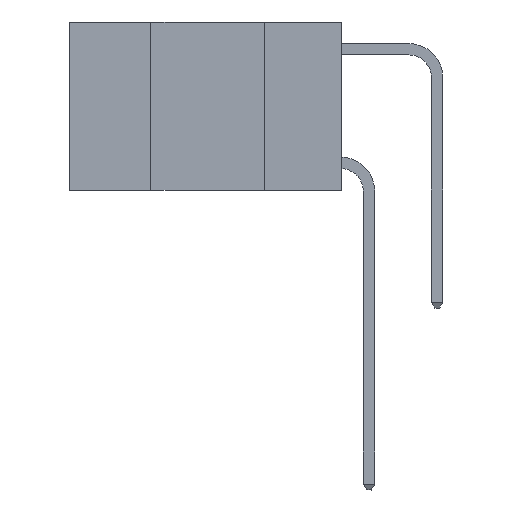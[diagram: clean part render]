
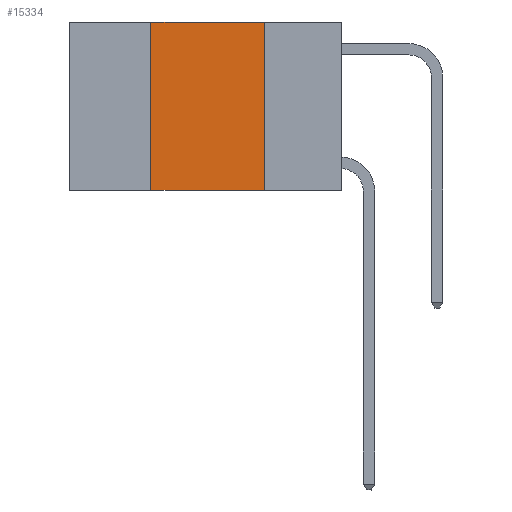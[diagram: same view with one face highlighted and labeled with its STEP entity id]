
A CAD part, left-side view. The second image highlights one B-rep face of the part: STEP entity #15334.
In plain terms, the highlighted planar face has unit normal (-1, 0, 0).
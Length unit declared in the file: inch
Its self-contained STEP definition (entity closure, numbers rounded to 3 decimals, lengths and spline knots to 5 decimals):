
#112 = AXIS2_PLACEMENT_3D ( 'NONE', #13081, #1277, #15039 ) ;
#245 = FACE_OUTER_BOUND ( 'NONE', #14520, .T. ) ;
#791 = VECTOR ( 'NONE', #8071, 39.37008 ) ;
#1151 = LINE ( 'NONE', #9852, #14394 ) ;
#1277 = DIRECTION ( 'NONE',  ( 1., 0., 0. ) ) ;
#1438 = PLANE ( 'NONE',  #112 ) ;
#1626 = VERTEX_POINT ( 'NONE', #4648 ) ;
#2615 = VERTEX_POINT ( 'NONE', #2731 ) ;
#2731 = CARTESIAN_POINT ( 'NONE',  ( 0., 0.17, 0. ) ) ;
#2968 = LINE ( 'NONE', #20654, #10933 ) ;
#3760 = DIRECTION ( 'NONE',  ( 0., 0., 1. ) ) ;
#3850 = LINE ( 'NONE', #23151, #18883 ) ;
#4648 = CARTESIAN_POINT ( 'NONE',  ( 0., 0.42, -0.37 ) ) ;
#7902 = ORIENTED_EDGE ( 'NONE', *, *, #22753, .F. ) ;
#8071 = DIRECTION ( 'NONE',  ( 0., -1., 0. ) ) ;
#9390 = EDGE_CURVE ( 'NONE', #16676, #2615, #18340, .T. ) ;
#9852 = CARTESIAN_POINT ( 'NONE',  ( 0., 0.42, 0. ) ) ;
#10542 = EDGE_CURVE ( 'NONE', #1626, #10598, #3850, .T. ) ;
#10598 = VERTEX_POINT ( 'NONE', #17162 ) ;
#10933 = VECTOR ( 'NONE', #14738, 39.37008 ) ;
#13081 = CARTESIAN_POINT ( 'NONE',  ( 0., 0.6, 0. ) ) ;
#13461 = DIRECTION ( 'NONE',  ( 0., -1., 0. ) ) ;
#14031 = ORIENTED_EDGE ( 'NONE', *, *, #17294, .F. ) ;
#14394 = VECTOR ( 'NONE', #3760, 39.37008 ) ;
#14520 = EDGE_LOOP ( 'NONE', ( #7902, #14871, #14031, #19589 ) ) ;
#14738 = DIRECTION ( 'NONE',  ( 0., 0., -1. ) ) ;
#14798 = CARTESIAN_POINT ( 'NONE',  ( 0., 0.42, 0. ) ) ;
#14871 = ORIENTED_EDGE ( 'NONE', *, *, #9390, .F. ) ;
#15039 = DIRECTION ( 'NONE',  ( 0., 0., -1. ) ) ;
#15334 = ADVANCED_FACE ( 'NONE', ( #245 ), #1438, .F. ) ;
#16676 = VERTEX_POINT ( 'NONE', #14798 ) ;
#17162 = CARTESIAN_POINT ( 'NONE',  ( 0., 0.17, -0.37 ) ) ;
#17294 = EDGE_CURVE ( 'NONE', #1626, #16676, #1151, .T. ) ;
#17712 = CARTESIAN_POINT ( 'NONE',  ( 0., 0.6, 0. ) ) ;
#18340 = LINE ( 'NONE', #17712, #791 ) ;
#18883 = VECTOR ( 'NONE', #13461, 39.37008 ) ;
#19589 = ORIENTED_EDGE ( 'NONE', *, *, #10542, .T. ) ;
#20654 = CARTESIAN_POINT ( 'NONE',  ( 0., 0.17, 0. ) ) ;
#22753 = EDGE_CURVE ( 'NONE', #2615, #10598, #2968, .T. ) ;
#23151 = CARTESIAN_POINT ( 'NONE',  ( 0., 0.6, -0.37 ) ) ;
